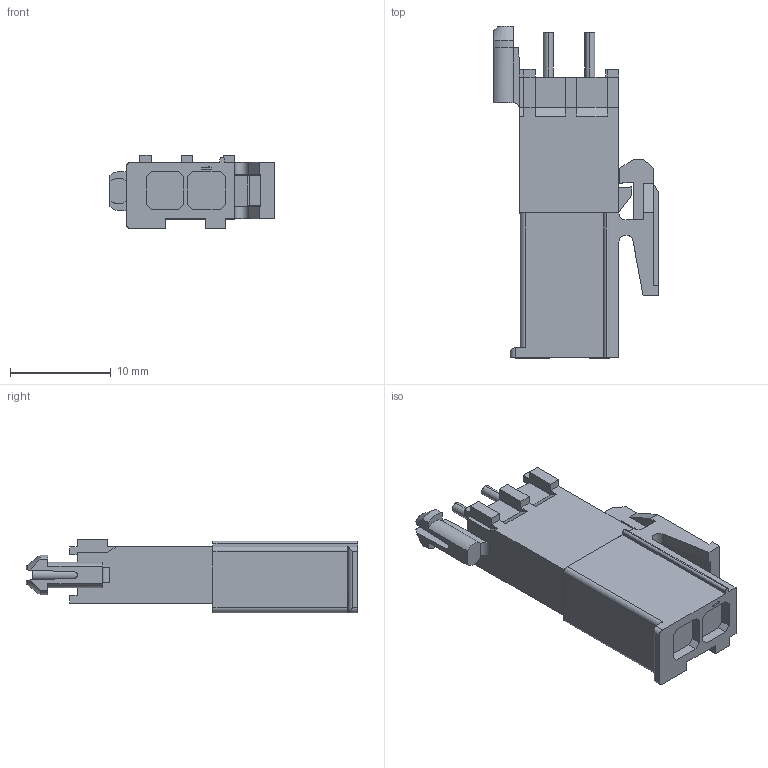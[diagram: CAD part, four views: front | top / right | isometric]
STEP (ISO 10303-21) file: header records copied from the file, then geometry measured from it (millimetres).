
FILE_DESCRIPTION (( 'STEP AP214' ), '1' );
FILE_NAME ('2p-mate-n-lok-asm.STEP', '2020-02-29T15:04:00', ( '' ), ( '' ), 'SwSTEP 2.0', 'SolidWorks 2019', '' );
FILE_SCHEMA (( 'AUTOMOTIVE_DESIGN' ));
Length unit declared in the file: inch
Products named in the file (3): 2p-mate-n-lok-asm; c-172165-1-h-3d; c-1-770872-0-h-3d
Assembly tree (2 placements, depth 2):
  2p-mate-n-lok-asm
    c-172165-1-h-3d
    c-1-770872-0-h-3d
Bounding box: 16.33 x 32.97 x 7.3 mm (x, y, z)
Volume: 1723 mm3; surface area: 2139.3 mm2
Topology: 2 solids, 2 shells, 238 faces, 624 edges, 402 vertices
Faces by surface type: plane 175, cylinder 54, cone 6, torus 3
Entity records: 10431 total; most frequent: CARTESIAN_POINT 1408, ORIENTED_EDGE 1248, DIRECTION 1135, EDGE_CURVE 624, VECTOR 517, LINE 517, VERTEX_POINT 402, AXIS2_PLACEMENT_3D 309
